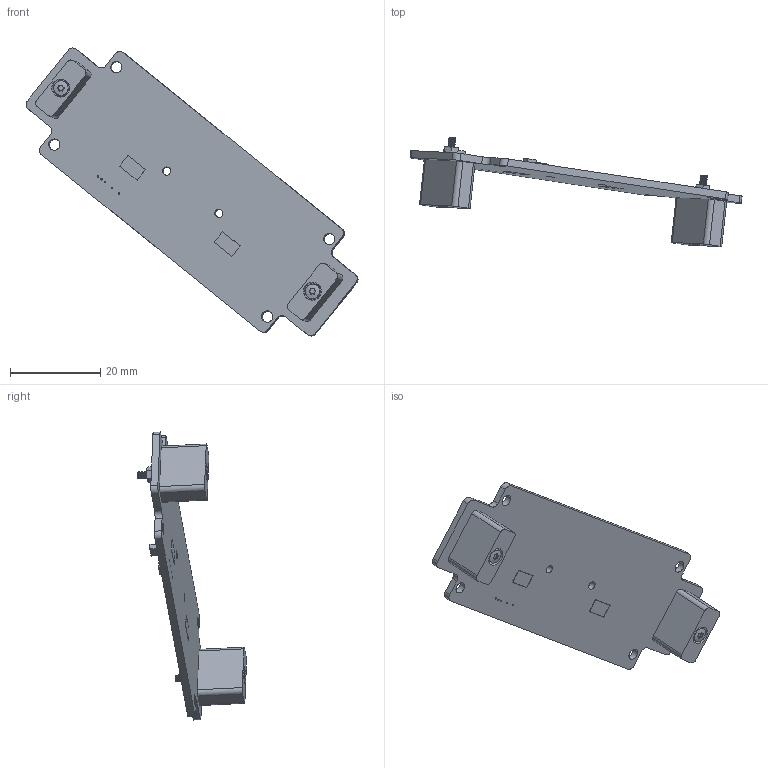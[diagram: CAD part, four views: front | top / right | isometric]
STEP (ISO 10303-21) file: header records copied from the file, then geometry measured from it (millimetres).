
FILE_DESCRIPTION(/* description */ (''),/* implementation_level */ '2;1');
FILE_NAME(/* name */ 'Placa B1 con soporte.stp',/* time_stamp */ '2020-05-19T18:02:04-04:00',/* author */ ('javic'),/* organization */ (''),/* preprocessor_version */ 'ST-DEVELOPER v18',/* originating_system */ 'Autodesk Inventor 2020',/* authorisation */ '');
FILE_SCHEMA (('AUTOMOTIVE_DESIGN { 1 0 10303 214 3 1 1 }'));
Length unit declared in the file: millimetre
Products named in the file (6): Placa B1 con soporte; interstage_B1; Soporte placa A1 - A2; Golilla M1.6  ; Tornillo M1.6 14 mm; Tuerca M1.6_2
Assembly tree (11 placements, depth 2):
  Placa B1 con soporte
    interstage_B1
    Soporte placa A1 - A2  x2
    Golilla M1.6    x4
    Tornillo M1.6 14 mm  x2
    Tuerca M1.6_2  x2
Bounding box: 73.53 x 24.14 x 63.79 mm (x, y, z)
Volume: 4716.8 mm3; surface area: 6275.7 mm2
Topology: 13 solids, 13 shells, 418 faces, 1161 edges, 782 vertices
Faces by surface type: cylinder 245, plane 123, cone 24, torus 16, bspline 8, sphere 2
Full cylindrical faces by diameter (mm): 0.35 x5, 1.139 x78, 1.538 x78, 1.6 x8, 1.7 x4, 1.8 x6, 2.5 x4, 3.2 x2, 3.5 x4, 4 x2
Entity records: 27108 total; most frequent: CARTESIAN_POINT 20420, ORIENTED_EDGE 1410, DIRECTION 1165, EDGE_CURVE 705, VERTEX_POINT 477, AXIS2_PLACEMENT_3D 412, LINE 341, VECTOR 341
